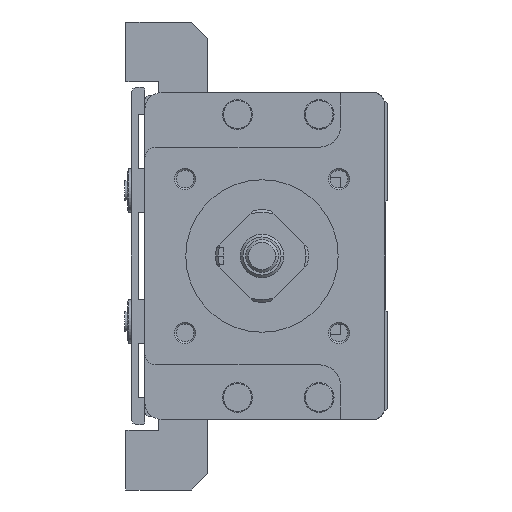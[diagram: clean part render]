
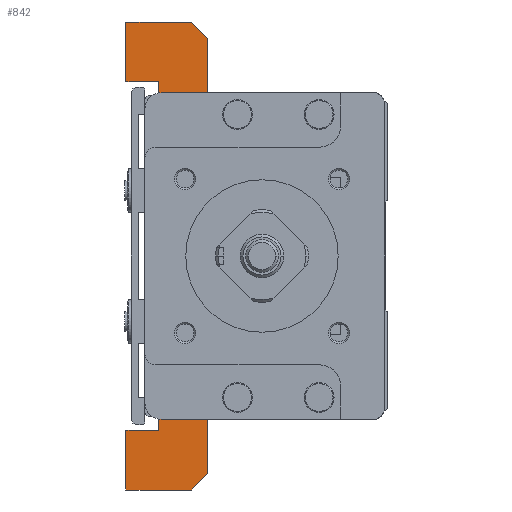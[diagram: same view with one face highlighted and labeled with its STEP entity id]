
A CAD part, left-side view. The second image highlights one B-rep face of the part: STEP entity #842.
In plain terms, the highlighted planar face has unit normal (-1, 0, 0).
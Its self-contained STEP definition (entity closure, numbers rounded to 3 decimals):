
#842 = ADVANCED_FACE( '', ( #2238 ), #2239, .F. );
#2238 = FACE_OUTER_BOUND( '', #3693, .T. );
#2239 = PLANE( '', #3694 );
#3693 = EDGE_LOOP( '', ( #8768, #8769, #8770, #8771, #8772, #8773, #8774, #8775, #8776, #8777 ) );
#3694 = AXIS2_PLACEMENT_3D( '', #8778, #8779, #8780 );
#8768 = ORIENTED_EDGE( '', *, *, #10728, .F. );
#8769 = ORIENTED_EDGE( '', *, *, #10756, .F. );
#8770 = ORIENTED_EDGE( '', *, *, #10753, .F. );
#8771 = ORIENTED_EDGE( '', *, *, #10750, .F. );
#8772 = ORIENTED_EDGE( '', *, *, #10747, .F. );
#8773 = ORIENTED_EDGE( '', *, *, #10744, .F. );
#8774 = ORIENTED_EDGE( '', *, *, #10741, .F. );
#8775 = ORIENTED_EDGE( '', *, *, #10738, .F. );
#8776 = ORIENTED_EDGE( '', *, *, #10735, .F. );
#8777 = ORIENTED_EDGE( '', *, *, #10732, .F. );
#8778 = CARTESIAN_POINT( '', ( 20., 10., 0. ) );
#8779 = DIRECTION( '', ( 1., 0., 0. ) );
#8780 = DIRECTION( '', ( 0., 0., -1. ) );
#10728 = EDGE_CURVE( '', #13380, #13381, #13382, .T. );
#10732 = EDGE_CURVE( '', #13381, #13388, #13389, .T. );
#10735 = EDGE_CURVE( '', #13388, #13393, #13394, .T. );
#10738 = EDGE_CURVE( '', #13393, #13398, #13399, .T. );
#10741 = EDGE_CURVE( '', #13398, #13403, #13404, .T. );
#10744 = EDGE_CURVE( '', #13403, #13408, #13409, .T. );
#10747 = EDGE_CURVE( '', #13408, #13413, #13414, .T. );
#10750 = EDGE_CURVE( '', #13413, #13418, #13419, .T. );
#10753 = EDGE_CURVE( '', #13418, #13423, #13424, .T. );
#10756 = EDGE_CURVE( '', #13423, #13380, #13428, .T. );
#13380 = VERTEX_POINT( '', #17758 );
#13381 = VERTEX_POINT( '', #17759 );
#13382 = LINE( '', #17760, #17761 );
#13388 = VERTEX_POINT( '', #17770 );
#13389 = LINE( '', #17771, #17772 );
#13393 = VERTEX_POINT( '', #17778 );
#13394 = LINE( '', #17779, #17780 );
#13398 = VERTEX_POINT( '', #17786 );
#13399 = LINE( '', #17787, #17788 );
#13403 = VERTEX_POINT( '', #17794 );
#13404 = LINE( '', #17795, #17796 );
#13408 = VERTEX_POINT( '', #17802 );
#13409 = LINE( '', #17803, #17804 );
#13413 = VERTEX_POINT( '', #17810 );
#13414 = LINE( '', #17811, #17812 );
#13418 = VERTEX_POINT( '', #17818 );
#13419 = LINE( '', #17819, #17820 );
#13423 = VERTEX_POINT( '', #17826 );
#13424 = LINE( '', #17827, #17828 );
#13428 = LINE( '', #17834, #17835 );
#17758 = CARTESIAN_POINT( '', ( 20., 13., 43. ) );
#17759 = CARTESIAN_POINT( '', ( 20., 10., 40. ) );
#17760 = CARTESIAN_POINT( '', ( 20., 13., 43. ) );
#17761 = VECTOR( '', #20710, 1. );
#17770 = CARTESIAN_POINT( '', ( 20., 10., -40. ) );
#17771 = CARTESIAN_POINT( '', ( 20., 10., 40. ) );
#17772 = VECTOR( '', #20714, 1. );
#17778 = CARTESIAN_POINT( '', ( 20., 13., -43. ) );
#17779 = CARTESIAN_POINT( '', ( 20., 10., -40. ) );
#17780 = VECTOR( '', #20717, 1. );
#17786 = CARTESIAN_POINT( '', ( 20., 25., -43. ) );
#17787 = CARTESIAN_POINT( '', ( 20., 13., -43. ) );
#17788 = VECTOR( '', #20720, 1. );
#17794 = CARTESIAN_POINT( '', ( 20., 25., -32. ) );
#17795 = CARTESIAN_POINT( '', ( 20., 25., -43. ) );
#17796 = VECTOR( '', #20723, 1. );
#17802 = CARTESIAN_POINT( '', ( 20., 19., -32. ) );
#17803 = CARTESIAN_POINT( '', ( 20., 25., -32. ) );
#17804 = VECTOR( '', #20726, 1. );
#17810 = CARTESIAN_POINT( '', ( 20., 19., 32. ) );
#17811 = CARTESIAN_POINT( '', ( 20., 19., -32. ) );
#17812 = VECTOR( '', #20729, 1. );
#17818 = CARTESIAN_POINT( '', ( 20., 25., 32. ) );
#17819 = CARTESIAN_POINT( '', ( 20., 19., 32. ) );
#17820 = VECTOR( '', #20732, 1. );
#17826 = CARTESIAN_POINT( '', ( 20., 25., 43. ) );
#17827 = CARTESIAN_POINT( '', ( 20., 25., 32. ) );
#17828 = VECTOR( '', #20735, 1. );
#17834 = CARTESIAN_POINT( '', ( 20., 25., 43. ) );
#17835 = VECTOR( '', #20738, 1. );
#20710 = DIRECTION( '', ( 0., -0.707, -0.707 ) );
#20714 = DIRECTION( '', ( 0., 0., -1. ) );
#20717 = DIRECTION( '', ( 0., 0.707, -0.707 ) );
#20720 = DIRECTION( '', ( 0., 1., 0. ) );
#20723 = DIRECTION( '', ( 0., 0., 1. ) );
#20726 = DIRECTION( '', ( 0., -1., 0. ) );
#20729 = DIRECTION( '', ( 0., 0., 1. ) );
#20732 = DIRECTION( '', ( 0., 1., 0. ) );
#20735 = DIRECTION( '', ( 0., 0., 1. ) );
#20738 = DIRECTION( '', ( 0., -1., 0. ) );
